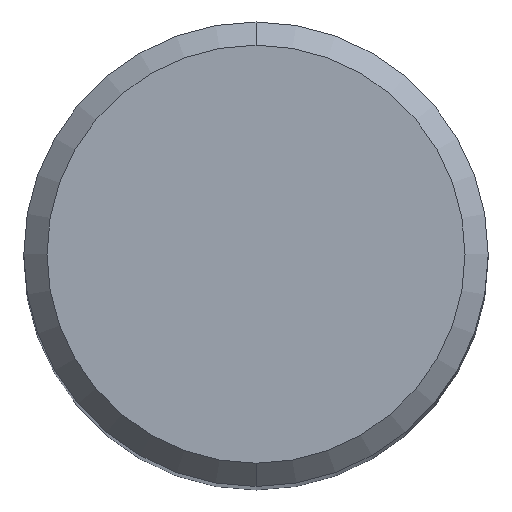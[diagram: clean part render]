
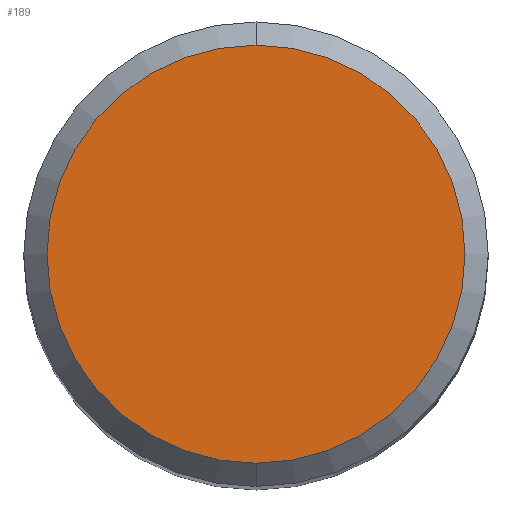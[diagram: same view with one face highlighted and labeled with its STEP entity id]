
A CAD part, top view. The second image highlights one B-rep face of the part: STEP entity #189.
In plain terms, the highlighted planar face has unit normal (0, 0, 1).
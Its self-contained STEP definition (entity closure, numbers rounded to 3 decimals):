
#171=EDGE_CURVE('',#293,#309,#462,.T.);
#189=ADVANCED_FACE('',(#482),#483,.T.);
#293=VERTEX_POINT('',#599);
#309=VERTEX_POINT('',#617);
#401=EDGE_CURVE('',#309,#293,#716,.T.);
#462=CIRCLE('',#801,3.6);
#482=FACE_OUTER_BOUND('',#842,.T.);
#483=PLANE('',#843);
#599=CARTESIAN_POINT('',(0.,-3.6,0.0));
#617=CARTESIAN_POINT('',(0.0,3.6,0.0));
#716=CIRCLE('',#1317,3.6);
#801=AXIS2_PLACEMENT_3D('',#1391,#1392,#1393);
#842=EDGE_LOOP('',(#1416,#1417));
#843=AXIS2_PLACEMENT_3D('',#1418,#1419,#1420);
#1317=AXIS2_PLACEMENT_3D('',#1668,#1669,#1670);
#1391=CARTESIAN_POINT('',(0.0,0.0,0.0));
#1392=DIRECTION('',(0.0,0.0,-1.0));
#1393=DIRECTION('',(0.0,1.0,0.0));
#1416=ORIENTED_EDGE('',*,*,#401,.F.);
#1417=ORIENTED_EDGE('',*,*,#171,.F.);
#1418=CARTESIAN_POINT('',(0.0,1.8,0.0));
#1419=DIRECTION('',(-0.0,0.0,1.0));
#1420=DIRECTION('',(0.0,-1.0,0.0));
#1668=CARTESIAN_POINT('',(0.0,0.0,0.0));
#1669=DIRECTION('',(0.0,0.0,-1.0));
#1670=DIRECTION('',(0.0,1.0,0.0));
